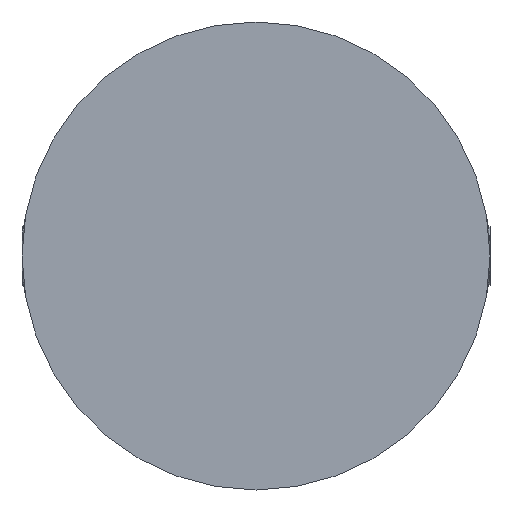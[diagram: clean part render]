
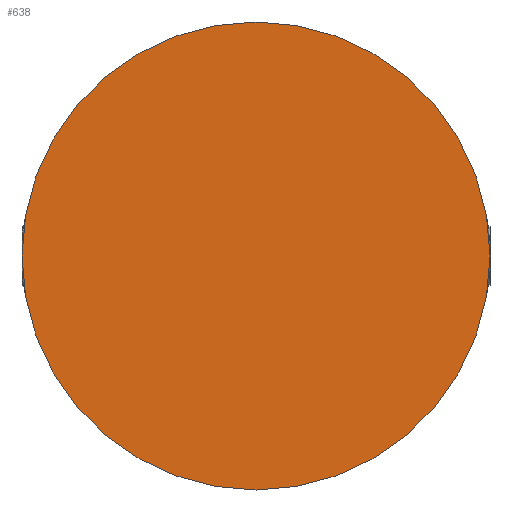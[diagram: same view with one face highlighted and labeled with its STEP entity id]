
A CAD part, front view. The second image highlights one B-rep face of the part: STEP entity #638.
In plain terms, the highlighted planar face has unit normal (0, -1, 0).
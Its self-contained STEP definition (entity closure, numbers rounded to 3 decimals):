
#5 = AXIS2_PLACEMENT_3D ( 'NONE', #1118, #1111, #1036 ) ;
#103 = CIRCLE ( 'NONE', #5, 20. ) ;
#116 = EDGE_CURVE ( 'NONE', #961, #698, #626, .T. ) ;
#158 = PLANE ( 'NONE',  #1179 ) ;
#195 = EDGE_LOOP ( 'NONE', ( #460, #1159 ) ) ;
#317 = EDGE_CURVE ( 'NONE', #698, #961, #103, .T. ) ;
#362 = DIRECTION ( 'NONE',  ( 0., 0., 1. ) ) ;
#445 = DIRECTION ( 'NONE',  ( 0., 0., 1. ) ) ;
#446 = DIRECTION ( 'NONE',  ( 0., 1., 0. ) ) ;
#450 = CARTESIAN_POINT ( 'NONE',  ( 0., 0., 0. ) ) ;
#460 = ORIENTED_EDGE ( 'NONE', *, *, #116, .F. ) ;
#468 = CARTESIAN_POINT ( 'NONE',  ( 0., 0., 20. ) ) ;
#626 = CIRCLE ( 'NONE', #687, 20. ) ;
#638 = ADVANCED_FACE ( 'NONE', ( #817 ), #158, .F. ) ;
#644 = CARTESIAN_POINT ( 'NONE',  ( 0., 0., 0. ) ) ;
#687 = AXIS2_PLACEMENT_3D ( 'NONE', #450, #446, #445 ) ;
#698 = VERTEX_POINT ( 'NONE', #468 ) ;
#781 = CARTESIAN_POINT ( 'NONE',  ( 0., 0., -20. ) ) ;
#817 = FACE_OUTER_BOUND ( 'NONE', #195, .T. ) ;
#948 = DIRECTION ( 'NONE',  ( 0., 1., 0. ) ) ;
#961 = VERTEX_POINT ( 'NONE', #781 ) ;
#1036 = DIRECTION ( 'NONE',  ( 0., 0., 1. ) ) ;
#1111 = DIRECTION ( 'NONE',  ( 0., 1., 0. ) ) ;
#1118 = CARTESIAN_POINT ( 'NONE',  ( 0., 0., 0. ) ) ;
#1159 = ORIENTED_EDGE ( 'NONE', *, *, #317, .F. ) ;
#1179 = AXIS2_PLACEMENT_3D ( 'NONE', #644, #948, #362 ) ;
